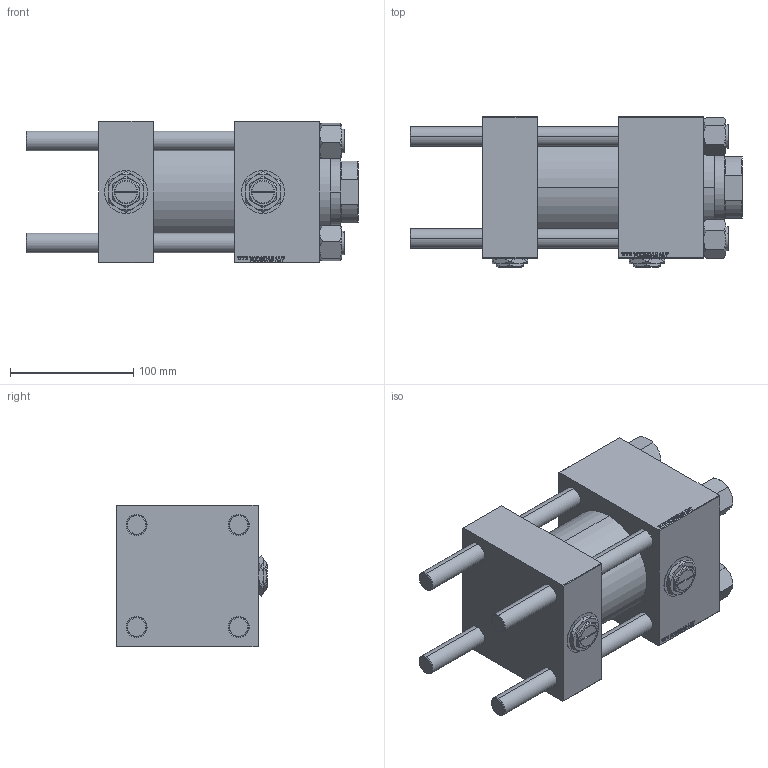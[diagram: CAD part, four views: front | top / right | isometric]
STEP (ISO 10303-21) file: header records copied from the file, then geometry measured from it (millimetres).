
FILE_DESCRIPTION (( 'STEP AP203' ), '1' );
FILE_NAME ('19ea.STEP', '2022-04-16T02:25:56', ( '' ), ( '' ), 'SwSTEP 2.0', 'SolidWorks 2019', '' );
FILE_SCHEMA (( 'CONFIG_CONTROL_DESIGN' ));
Length unit declared in the file: millimetre
Products named in the file (7): V215CR_VCP 35f37c7083becce9e41cd53eede0c3b1; NUT_M5 35f37c7083becce9e41cd53eede0c3b1; CR025_012_A_0_G_A_G_M_020_+#_##_TYCINKA 35f37c7083becce9e41cd53eede0c3b1; Zatka_pro_OIL_PORT 35f37c7083becce9e41cd53eede0c3b1; 19ea; V215CR_BODY_A 35f37c7083becce9e41cd53eede0c3b1; V215_VC_A 35f37c7083becce9e41cd53eede0c3b1
Assembly tree (13 placements, depth 2):
  19ea
    V215CR_BODY_A 35f37c7083becce9e41cd53eede0c3b1
    CR025_012_A_0_G_A_G_M_020_+#_##_TYCINKA 35f37c7083becce9e41cd53eede0c3b1  x4
    NUT_M5 35f37c7083becce9e41cd53eede0c3b1  x4
    V215CR_VCP 35f37c7083becce9e41cd53eede0c3b1
    V215_VC_A 35f37c7083becce9e41cd53eede0c3b1
    Zatka_pro_OIL_PORT 35f37c7083becce9e41cd53eede0c3b1  x2
Bounding box: 269 x 122 x 115 mm (x, y, z)
Volume: 1925276 mm3; surface area: 314354.1 mm2
Topology: 13 solids, 13 shells, 1285 faces, 3240 edges, 2097 vertices
Faces by surface type: plane 615, bspline 392, cone 178, cylinder 92, torus 8
Entity records: 52423 total; most frequent: CARTESIAN_POINT 27769, ORIENTED_EDGE 5552, DIRECTION 3580, EDGE_CURVE 2776, VERTEX_POINT 1817, VECTOR 1648, LINE 1648, EDGE_LOOP 1223
